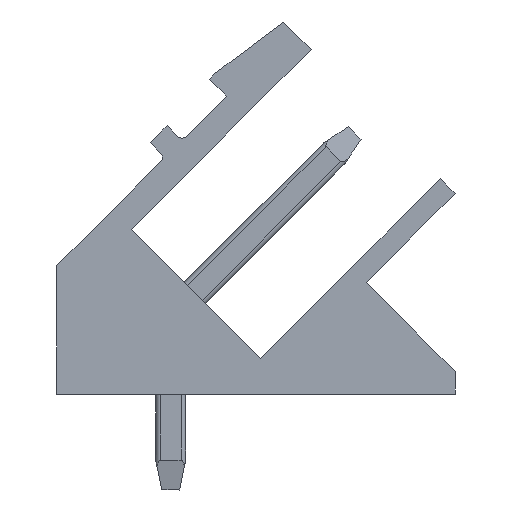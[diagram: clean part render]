
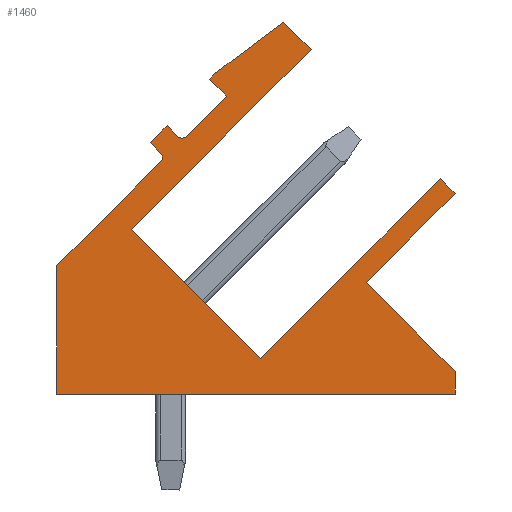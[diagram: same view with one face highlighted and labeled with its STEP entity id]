
A CAD part, left-side view. The second image highlights one B-rep face of the part: STEP entity #1460.
In plain terms, the highlighted planar face has unit normal (-1, 0, 0).
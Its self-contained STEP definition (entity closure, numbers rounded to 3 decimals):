
#705=AXIS2_PLACEMENT_3D('Circle Axis2P3D',#703,#704,$) ;
#829=AXIS2_PLACEMENT_3D('Circle Axis2P3D',#827,#828,$) ;
#1436=AXIS2_PLACEMENT_3D('Plane Axis2P3D',#1433,#1434,#1435) ;
#49=CARTESIAN_POINT('Vertex',(0.,6.505,4.385)) ;
#52=CARTESIAN_POINT('Line Origine',(0.,3.5,7.39)) ;
#56=CARTESIAN_POINT('Vertex',(0.,0.495,10.395)) ;
#87=CARTESIAN_POINT('Vertex',(0.,10.819,8.698)) ;
#90=CARTESIAN_POINT('Line Origine',(0.,8.662,6.541)) ;
#514=CARTESIAN_POINT('Vertex',(0.,4.808,14.708)) ;
#517=CARTESIAN_POINT('Line Origine',(0.,7.814,11.703)) ;
#545=CARTESIAN_POINT('Vertex',(0.,5.728,15.628)) ;
#548=CARTESIAN_POINT('Line Origine',(0.,5.268,15.168)) ;
#576=CARTESIAN_POINT('Vertex',(0.,7.99,13.931)) ;
#579=CARTESIAN_POINT('Line Origine',(0.,6.859,14.779)) ;
#607=CARTESIAN_POINT('Vertex',(0.,8.202,13.718)) ;
#610=CARTESIAN_POINT('Line Origine',(0.,8.096,13.824)) ;
#638=CARTESIAN_POINT('Vertex',(0.,7.637,13.153)) ;
#641=CARTESIAN_POINT('Line Origine',(0.,7.92,13.436)) ;
#669=CARTESIAN_POINT('Vertex',(0.,8.98,11.809)) ;
#672=CARTESIAN_POINT('Line Origine',(0.,8.309,12.481)) ;
#700=CARTESIAN_POINT('Vertex',(0.,9.263,11.809)) ;
#703=CARTESIAN_POINT('Axis2P3D Location',(0.,9.122,11.951)) ;
#731=CARTESIAN_POINT('Vertex',(0.,9.617,12.163)) ;
#734=CARTESIAN_POINT('Line Origine',(0.,9.44,11.986)) ;
#762=CARTESIAN_POINT('Vertex',(0.,10.182,11.597)) ;
#765=CARTESIAN_POINT('Line Origine',(0.,9.899,11.88)) ;
#793=CARTESIAN_POINT('Vertex',(0.,9.829,11.244)) ;
#796=CARTESIAN_POINT('Line Origine',(0.,10.006,11.42)) ;
#824=CARTESIAN_POINT('Vertex',(0.,9.829,10.961)) ;
#827=CARTESIAN_POINT('Axis2P3D Location',(0.,9.97,11.102)) ;
#850=CARTESIAN_POINT('Vertex',(0.,13.3,7.489)) ;
#853=CARTESIAN_POINT('Line Origine',(0.,11.564,9.225)) ;
#881=CARTESIAN_POINT('Vertex',(0.,13.3,3.2)) ;
#884=CARTESIAN_POINT('Line Origine',(0.,13.3,5.345)) ;
#912=CARTESIAN_POINT('Vertex',(0.,0.,3.2)) ;
#915=CARTESIAN_POINT('Line Origine',(0.,6.65,3.2)) ;
#1339=CARTESIAN_POINT('Vertex',(0.,0.,3.96)) ;
#1342=CARTESIAN_POINT('Line Origine',(0.,0.,3.58)) ;
#1370=CARTESIAN_POINT('Vertex',(0.,2.97,6.93)) ;
#1373=CARTESIAN_POINT('Line Origine',(0.,1.485,5.445)) ;
#1401=CARTESIAN_POINT('Vertex',(0.,0.,9.9)) ;
#1404=CARTESIAN_POINT('Line Origine',(0.,1.485,8.415)) ;
#1421=CARTESIAN_POINT('Line Origine',(0.,0.247,10.147)) ;
#1433=CARTESIAN_POINT('Axis2P3D Location',(0.,0.,0.)) ;
#53=DIRECTION('Vector Direction',(0.,0.707,-0.707)) ;
#91=DIRECTION('Vector Direction',(0.,-0.707,-0.707)) ;
#518=DIRECTION('Vector Direction',(0.,-0.707,0.707)) ;
#549=DIRECTION('Vector Direction',(0.,-0.707,-0.707)) ;
#580=DIRECTION('Vector Direction',(0.,-0.8,0.6)) ;
#611=DIRECTION('Vector Direction',(0.,-0.707,0.707)) ;
#642=DIRECTION('Vector Direction',(0.,0.707,0.707)) ;
#673=DIRECTION('Vector Direction',(0.,-0.707,0.707)) ;
#704=DIRECTION('Axis2P3D Direction',(-1.,0.,0.)) ;
#735=DIRECTION('Vector Direction',(0.,-0.707,-0.707)) ;
#766=DIRECTION('Vector Direction',(0.,-0.707,0.707)) ;
#797=DIRECTION('Vector Direction',(0.,0.707,0.707)) ;
#828=DIRECTION('Axis2P3D Direction',(-1.,0.,0.)) ;
#854=DIRECTION('Vector Direction',(0.,-0.707,0.707)) ;
#885=DIRECTION('Vector Direction',(0.,0.,1.)) ;
#916=DIRECTION('Vector Direction',(0.,1.,0.)) ;
#1343=DIRECTION('Vector Direction',(0.,0.,-1.)) ;
#1374=DIRECTION('Vector Direction',(0.,-0.707,-0.707)) ;
#1405=DIRECTION('Vector Direction',(0.,0.707,-0.707)) ;
#1422=DIRECTION('Vector Direction',(0.,-0.707,-0.707)) ;
#1434=DIRECTION('Axis2P3D Direction',(-1.,0.,0.)) ;
#1435=DIRECTION('Axis2P3D XDirection',(0.,0.,1.)) ;
#54=VECTOR('Line Direction',#53,1.) ;
#92=VECTOR('Line Direction',#91,1.) ;
#519=VECTOR('Line Direction',#518,1.) ;
#550=VECTOR('Line Direction',#549,1.) ;
#581=VECTOR('Line Direction',#580,1.) ;
#612=VECTOR('Line Direction',#611,1.) ;
#643=VECTOR('Line Direction',#642,1.) ;
#674=VECTOR('Line Direction',#673,1.) ;
#736=VECTOR('Line Direction',#735,1.) ;
#767=VECTOR('Line Direction',#766,1.) ;
#798=VECTOR('Line Direction',#797,1.) ;
#855=VECTOR('Line Direction',#854,1.) ;
#886=VECTOR('Line Direction',#885,1.) ;
#917=VECTOR('Line Direction',#916,1.) ;
#1344=VECTOR('Line Direction',#1343,1.) ;
#1375=VECTOR('Line Direction',#1374,1.) ;
#1406=VECTOR('Line Direction',#1405,1.) ;
#1423=VECTOR('Line Direction',#1422,1.) ;
#1439=ORIENTED_EDGE('',*,*,#58,.T.) ;
#1440=ORIENTED_EDGE('',*,*,#94,.T.) ;
#1441=ORIENTED_EDGE('',*,*,#521,.T.) ;
#1442=ORIENTED_EDGE('',*,*,#552,.T.) ;
#1443=ORIENTED_EDGE('',*,*,#583,.T.) ;
#1444=ORIENTED_EDGE('',*,*,#614,.T.) ;
#1445=ORIENTED_EDGE('',*,*,#645,.T.) ;
#1446=ORIENTED_EDGE('',*,*,#676,.T.) ;
#1447=ORIENTED_EDGE('',*,*,#707,.T.) ;
#1448=ORIENTED_EDGE('',*,*,#738,.T.) ;
#1449=ORIENTED_EDGE('',*,*,#769,.T.) ;
#1450=ORIENTED_EDGE('',*,*,#800,.T.) ;
#1451=ORIENTED_EDGE('',*,*,#831,.T.) ;
#1452=ORIENTED_EDGE('',*,*,#857,.T.) ;
#1453=ORIENTED_EDGE('',*,*,#888,.T.) ;
#1454=ORIENTED_EDGE('',*,*,#919,.T.) ;
#1455=ORIENTED_EDGE('',*,*,#1346,.T.) ;
#1456=ORIENTED_EDGE('',*,*,#1377,.T.) ;
#1457=ORIENTED_EDGE('',*,*,#1408,.T.) ;
#1458=ORIENTED_EDGE('',*,*,#1425,.T.) ;
#1460=ADVANCED_FACE('Housing',(#1459),#1437,.T.) ;
#706=CIRCLE('generated circle',#705,0.2) ;
#830=CIRCLE('generated circle',#829,0.2) ;
#58=EDGE_CURVE('',#57,#50,#55,.T.) ;
#94=EDGE_CURVE('',#50,#88,#93,.F.) ;
#521=EDGE_CURVE('',#88,#515,#520,.T.) ;
#552=EDGE_CURVE('',#515,#546,#551,.F.) ;
#583=EDGE_CURVE('',#546,#577,#582,.F.) ;
#614=EDGE_CURVE('',#577,#608,#613,.F.) ;
#645=EDGE_CURVE('',#608,#639,#644,.F.) ;
#676=EDGE_CURVE('',#639,#670,#675,.F.) ;
#707=EDGE_CURVE('',#670,#701,#706,.F.) ;
#738=EDGE_CURVE('',#701,#732,#737,.F.) ;
#769=EDGE_CURVE('',#732,#763,#768,.F.) ;
#800=EDGE_CURVE('',#763,#794,#799,.F.) ;
#831=EDGE_CURVE('',#794,#825,#830,.F.) ;
#857=EDGE_CURVE('',#825,#851,#856,.F.) ;
#888=EDGE_CURVE('',#851,#882,#887,.F.) ;
#919=EDGE_CURVE('',#882,#913,#918,.F.) ;
#1346=EDGE_CURVE('',#913,#1340,#1345,.F.) ;
#1377=EDGE_CURVE('',#1340,#1371,#1376,.F.) ;
#1408=EDGE_CURVE('',#1371,#1402,#1407,.F.) ;
#1425=EDGE_CURVE('',#1402,#57,#1424,.F.) ;
#1438=EDGE_LOOP('',(#1439,#1440,#1441,#1442,#1443,#1444,#1445,#1446,#1447,#1448,#1449,#1450,#1451,#1452,#1453,#1454,#1455,#1456,#1457,#1458)) ;
#1459=FACE_OUTER_BOUND('',#1438,.T.) ;
#55=LINE('Line',#52,#54) ;
#93=LINE('Line',#90,#92) ;
#520=LINE('Line',#517,#519) ;
#551=LINE('Line',#548,#550) ;
#582=LINE('Line',#579,#581) ;
#613=LINE('Line',#610,#612) ;
#644=LINE('Line',#641,#643) ;
#675=LINE('Line',#672,#674) ;
#737=LINE('Line',#734,#736) ;
#768=LINE('Line',#765,#767) ;
#799=LINE('Line',#796,#798) ;
#856=LINE('Line',#853,#855) ;
#887=LINE('Line',#884,#886) ;
#918=LINE('Line',#915,#917) ;
#1345=LINE('Line',#1342,#1344) ;
#1376=LINE('Line',#1373,#1375) ;
#1407=LINE('Line',#1404,#1406) ;
#1424=LINE('Line',#1421,#1423) ;
#1437=PLANE('',#1436) ;
#50=VERTEX_POINT('',#49) ;
#57=VERTEX_POINT('',#56) ;
#88=VERTEX_POINT('',#87) ;
#515=VERTEX_POINT('',#514) ;
#546=VERTEX_POINT('',#545) ;
#577=VERTEX_POINT('',#576) ;
#608=VERTEX_POINT('',#607) ;
#639=VERTEX_POINT('',#638) ;
#670=VERTEX_POINT('',#669) ;
#701=VERTEX_POINT('',#700) ;
#732=VERTEX_POINT('',#731) ;
#763=VERTEX_POINT('',#762) ;
#794=VERTEX_POINT('',#793) ;
#825=VERTEX_POINT('',#824) ;
#851=VERTEX_POINT('',#850) ;
#882=VERTEX_POINT('',#881) ;
#913=VERTEX_POINT('',#912) ;
#1340=VERTEX_POINT('',#1339) ;
#1371=VERTEX_POINT('',#1370) ;
#1402=VERTEX_POINT('',#1401) ;
